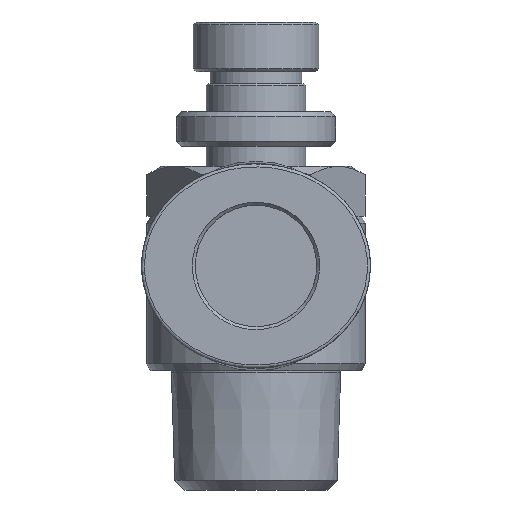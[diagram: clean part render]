
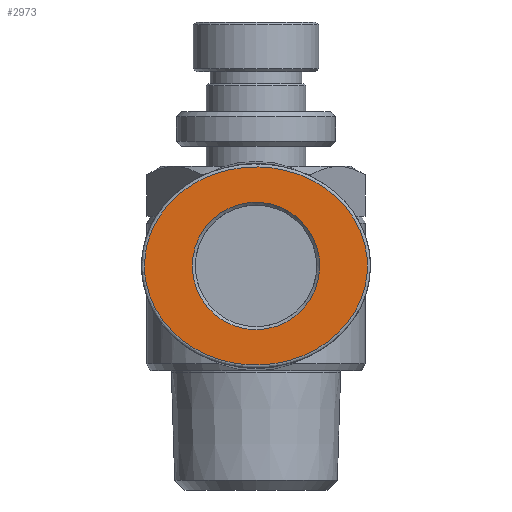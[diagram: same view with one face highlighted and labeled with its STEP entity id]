
A CAD part, front view. The second image highlights one B-rep face of the part: STEP entity #2973.
In plain terms, the highlighted planar face has unit normal (0, -1, 0).
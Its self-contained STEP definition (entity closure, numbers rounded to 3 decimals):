
#2762=CARTESIAN_POINT('',(-11.276,-23.486,-1.));
#2763=VERTEX_POINT('',#2762);
#2771=CARTESIAN_POINT('',(-11.276,-23.486,-1.));
#2772=CARTESIAN_POINT('',(-11.276,-23.486,-0.116));
#2773=CARTESIAN_POINT('',(-11.14,-23.486,0.779));
#2774=CARTESIAN_POINT('',(-10.878,-23.486,1.629));
#2775=CARTESIAN_POINT('',(-10.511,-23.486,2.819));
#2776=CARTESIAN_POINT('',(-9.897,-23.486,3.928));
#2777=CARTESIAN_POINT('',(-9.104,-23.486,4.887));
#2778=CARTESIAN_POINT('',(-8.193,-23.486,5.991));
#2779=CARTESIAN_POINT('',(-7.046,-23.486,6.897));
#2780=CARTESIAN_POINT('',(-5.781,-23.486,7.562));
#2781=CARTESIAN_POINT('',(-4.382,-23.486,8.298));
#2782=CARTESIAN_POINT('',(-2.826,-23.486,8.747));
#2783=CARTESIAN_POINT('',(-1.254,-23.486,8.895));
#2784=CARTESIAN_POINT('',(0.468,-23.486,9.057));
#2785=CARTESIAN_POINT('',(2.242,-23.486,8.858));
#2786=CARTESIAN_POINT('',(3.878,-23.486,8.309));
#2787=CARTESIAN_POINT('',(5.651,-23.486,7.715));
#2788=CARTESIAN_POINT('',(7.305,-23.486,6.694));
#2789=CARTESIAN_POINT('',(8.583,-23.486,5.31));
#2790=CARTESIAN_POINT('',(9.847,-23.486,3.941));
#2791=CARTESIAN_POINT('',(10.729,-23.486,2.212));
#2792=CARTESIAN_POINT('',(11.017,-23.486,0.371));
#2793=CARTESIAN_POINT('',(11.271,-23.486,-1.25));
#2794=CARTESIAN_POINT('',(11.059,-23.486,-2.934));
#2795=CARTESIAN_POINT('',(10.432,-23.486,-4.443));
#2796=CARTESIAN_POINT('',(9.794,-23.486,-5.979));
#2797=CARTESIAN_POINT('',(8.737,-23.486,-7.334));
#2798=CARTESIAN_POINT('',(7.435,-23.486,-8.381));
#2799=CARTESIAN_POINT('',(6.204,-23.486,-9.369));
#2800=CARTESIAN_POINT('',(4.771,-23.486,-10.081));
#2801=CARTESIAN_POINT('',(3.249,-23.486,-10.501));
#2802=CARTESIAN_POINT('',(1.701,-23.486,-10.929));
#2803=CARTESIAN_POINT('',(0.083,-23.486,-11.051));
#2804=CARTESIAN_POINT('',(-1.513,-23.486,-10.868));
#2805=CARTESIAN_POINT('',(-3.218,-23.486,-10.672));
#2806=CARTESIAN_POINT('',(-4.874,-23.486,-10.128));
#2807=CARTESIAN_POINT('',(-6.344,-23.486,-9.245));
#2808=CARTESIAN_POINT('',(-7.848,-23.486,-8.343));
#2809=CARTESIAN_POINT('',(-9.143,-23.486,-7.081));
#2810=CARTESIAN_POINT('',(-10.022,-23.486,-5.575));
#2811=CARTESIAN_POINT('',(-10.828,-23.486,-4.192));
#2812=CARTESIAN_POINT('',(-11.276,-23.486,-2.596));
#2813=CARTESIAN_POINT('',(-11.276,-23.486,-1.));
#2814=B_SPLINE_CURVE_WITH_KNOTS('',3,(#2771,#2772,#2773,#2774,#2775,#2776,#2777,#2778,#2779,#2780,#2781,#2782,#2783,#2784,#2785,#2786,#2787,#2788,#2789,#2790,#2791,#2792,#2793,#2794,#2795,#2796,#2797,#2798,#2799,#2800,#2801,#2802,#2803,#2804,#2805,#2806,#2807,#2808,#2809,#2810,#2811,#2812,#2813),.UNSPECIFIED.,.T.,.U.,(4,3,3,3,3,3,3,3,3,3,3,3,3,3,4),(0.,0.252,0.605,1.01,1.459,1.951,2.483,3.011,3.475,3.947,4.394,4.847,5.332,5.828,6.283),.UNSPECIFIED.);
#2815=EDGE_CURVE('',#2763,#2763,#2814,.T.);
#2898=CARTESIAN_POINT('',(-11.576,-23.486,-1.));
#2899=DIRECTION('',(0.0,1.0,0.0));
#2900=DIRECTION('',(0.0,0.0,1.0));
#2901=AXIS2_PLACEMENT_3D('',#2898,#2899,#2900);
#2902=PLANE('',#2901);
#2903=ORIENTED_EDGE('',*,*,#2815,.F.);
#2904=EDGE_LOOP('',(#2903));
#2905=FACE_OUTER_BOUND('',#2904,.T.);
#2906=CARTESIAN_POINT('',(-0.076,-23.486,-7.4));
#2907=VERTEX_POINT('',#2906);
#2908=CARTESIAN_POINT('',(-0.076,-23.486,-7.4));
#2909=CARTESIAN_POINT('',(0.368,-23.486,-7.4));
#2910=CARTESIAN_POINT('',(0.812,-23.486,-7.354));
#2911=CARTESIAN_POINT('',(1.682,-23.486,-7.17));
#2912=CARTESIAN_POINT('',(2.107,-23.486,-7.033));
#2913=CARTESIAN_POINT('',(2.937,-23.486,-6.665));
#2914=CARTESIAN_POINT('',(3.34,-23.486,-6.432));
#2915=CARTESIAN_POINT('',(4.087,-23.486,-5.883));
#2916=CARTESIAN_POINT('',(4.431,-23.486,-5.567));
#2917=CARTESIAN_POINT('',(5.042,-23.486,-4.87));
#2918=CARTESIAN_POINT('',(5.31,-23.486,-4.488));
#2919=CARTESIAN_POINT('',(5.756,-23.486,-3.676));
#2920=CARTESIAN_POINT('',(5.935,-23.486,-3.245));
#2921=CARTESIAN_POINT('',(6.196,-23.486,-2.356));
#2922=CARTESIAN_POINT('',(6.278,-23.486,-1.897));
#2923=CARTESIAN_POINT('',(6.341,-23.486,-0.972));
#2924=CARTESIAN_POINT('',(6.322,-23.486,-0.506));
#2925=CARTESIAN_POINT('',(6.184,-23.486,0.411));
#2926=CARTESIAN_POINT('',(6.065,-23.486,0.862));
#2927=CARTESIAN_POINT('',(5.732,-23.486,1.727));
#2928=CARTESIAN_POINT('',(5.519,-23.486,2.142));
#2929=CARTESIAN_POINT('',(5.008,-23.486,2.915));
#2930=CARTESIAN_POINT('',(4.71,-23.486,3.274));
#2931=CARTESIAN_POINT('',(4.044,-23.486,3.919));
#2932=CARTESIAN_POINT('',(3.676,-23.486,4.205));
#2933=CARTESIAN_POINT('',(2.887,-23.486,4.692));
#2934=CARTESIAN_POINT('',(2.466,-23.486,4.892));
#2935=CARTESIAN_POINT('',(1.59,-23.486,5.197));
#2936=CARTESIAN_POINT('',(1.136,-23.486,5.301));
#2937=CARTESIAN_POINT('',(0.215,-23.486,5.41));
#2938=CARTESIAN_POINT('',(-0.251,-23.486,5.414));
#2939=CARTESIAN_POINT('',(-1.174,-23.486,5.322));
#2940=CARTESIAN_POINT('',(-1.63,-23.486,5.226));
#2941=CARTESIAN_POINT('',(-2.511,-23.486,4.937));
#2942=CARTESIAN_POINT('',(-2.935,-23.486,4.744));
#2943=CARTESIAN_POINT('',(-3.733,-23.486,4.272));
#2944=CARTESIAN_POINT('',(-4.107,-23.486,3.993));
#2945=CARTESIAN_POINT('',(-4.784,-23.486,3.36));
#2946=CARTESIAN_POINT('',(-5.088,-23.486,3.007));
#2947=CARTESIAN_POINT('',(-5.613,-23.486,2.243));
#2948=CARTESIAN_POINT('',(-5.834,-23.486,1.832));
#2949=CARTESIAN_POINT('',(-6.182,-23.486,0.973));
#2950=CARTESIAN_POINT('',(-6.309,-23.486,0.524));
#2951=CARTESIAN_POINT('',(-6.464,-23.486,-0.39));
#2952=CARTESIAN_POINT('',(-6.491,-23.486,-0.856));
#2953=CARTESIAN_POINT('',(-6.445,-23.486,-1.782));
#2954=CARTESIAN_POINT('',(-6.371,-23.486,-2.242));
#2955=CARTESIAN_POINT('',(-6.127,-23.486,-3.136));
#2956=CARTESIAN_POINT('',(-5.956,-23.486,-3.57));
#2957=CARTESIAN_POINT('',(-5.524,-23.486,-4.39));
#2958=CARTESIAN_POINT('',(-5.263,-23.486,-4.777));
#2959=CARTESIAN_POINT('',(-4.665,-23.486,-5.485));
#2960=CARTESIAN_POINT('',(-4.327,-23.486,-5.807));
#2961=CARTESIAN_POINT('',(-3.59,-23.486,-6.369));
#2962=CARTESIAN_POINT('',(-3.191,-23.486,-6.61));
#2963=CARTESIAN_POINT('',(-2.35,-23.486,-7.));
#2964=CARTESIAN_POINT('',(-1.908,-23.486,-7.15));
#2965=CARTESIAN_POINT('',(-1.003,-23.486,-7.349));
#2966=CARTESIAN_POINT('',(-0.54,-23.486,-7.4));
#2967=CARTESIAN_POINT('',(-0.076,-23.486,-7.4));
#2968=B_SPLINE_CURVE_WITH_KNOTS('',3,(#2908,#2909,#2910,#2911,#2912,#2913,#2914,#2915,#2916,#2917,#2918,#2919,#2920,#2921,#2922,#2923,#2924,#2925,#2926,#2927,#2928,#2929,#2930,#2931,#2932,#2933,#2934,#2935,#2936,#2937,#2938,#2939,#2940,#2941,#2942,#2943,#2944,#2945,#2946,#2947,#2948,#2949,#2950,#2951,#2952,#2953,#2954,#2955,#2956,#2957,#2958,#2959,#2960,#2961,#2962,#2963,#2964,#2965,#2966,#2967),.UNSPECIFIED.,.T.,.U.,(4,2,2,2,2,2,2,2,2,2,2,2,2,2,2,2,2,2,2,2,2,2,2,2,2,2,2,2,2,4),(-3.142,-2.933,-2.725,-2.508,-2.291,-2.073,-1.856,-1.639,-1.421,-1.204,-0.987,-0.77,-0.552,-0.335,-0.118,0.1,0.317,0.534,0.751,0.969,1.186,1.403,1.621,1.838,2.055,2.272,2.49,2.707,2.924,3.142),.UNSPECIFIED.);
#2969=EDGE_CURVE('',#2907,#2907,#2968,.T.);
#2970=ORIENTED_EDGE('',*,*,#2969,.F.);
#2971=EDGE_LOOP('',(#2970));
#2972=FACE_BOUND('',#2971,.T.);
#2973=ADVANCED_FACE('',(#2905,#2972),#2902,.F.);
